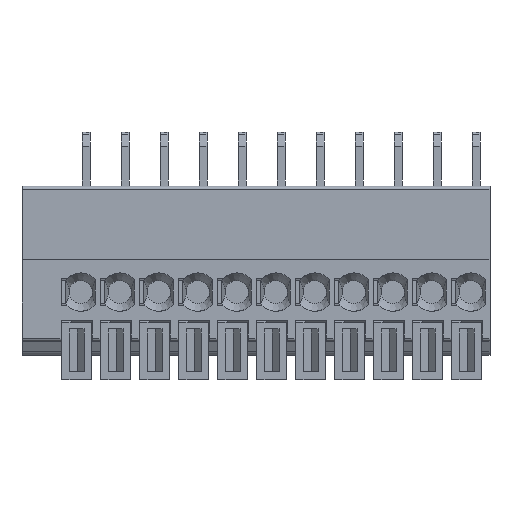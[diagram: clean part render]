
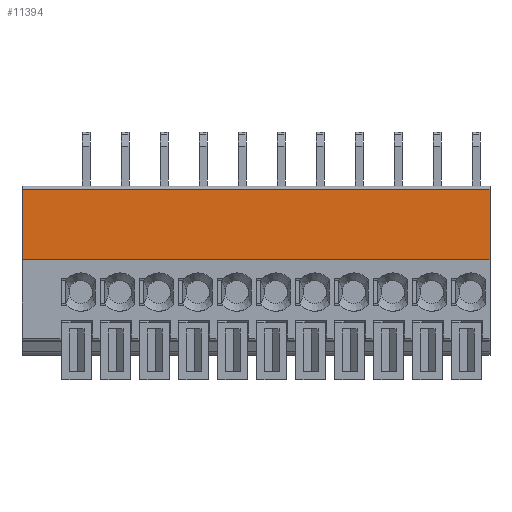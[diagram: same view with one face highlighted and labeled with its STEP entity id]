
A CAD part, left-side view. The second image highlights one B-rep face of the part: STEP entity #11394.
In plain terms, the highlighted planar face has unit normal (-1, 0, 0).
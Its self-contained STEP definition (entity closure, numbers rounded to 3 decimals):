
#513=DIRECTION('',(0.,1.,0.));
#514=VECTOR('',#513,30.48);
#515=CARTESIAN_POINT('',(-13.5,-25.4,-4.8));
#516=LINE('',#515,#514);
#517=DIRECTION('',(0.,1.,0.));
#518=VECTOR('',#517,30.48);
#519=CARTESIAN_POINT('',(-13.5,-25.4,-0.2));
#520=LINE('',#519,#518);
#2616=DIRECTION('',(0.,0.,1.));
#2617=VECTOR('',#2616,4.6);
#2618=CARTESIAN_POINT('',(-13.5,-25.4,-4.8));
#2619=LINE('',#2618,#2617);
#3432=DIRECTION('',(0.,0.,1.));
#3433=VECTOR('',#3432,4.6);
#3434=CARTESIAN_POINT('',(-13.5,5.08,-4.8));
#3435=LINE('',#3434,#3433);
#8748=CARTESIAN_POINT('',(-13.5,5.08,-4.8));
#8749=VERTEX_POINT('',#8748);
#8750=CARTESIAN_POINT('',(-13.5,5.08,-0.2));
#8751=VERTEX_POINT('',#8750);
#10459=CARTESIAN_POINT('',(-13.5,-25.4,-4.8));
#10461=VERTEX_POINT('',#10459);
#10462=CARTESIAN_POINT('',(-13.5,-25.4,-0.2));
#10463=VERTEX_POINT('',#10462);
#11380=CARTESIAN_POINT('',(-13.5,0.,-4.8));
#11381=DIRECTION('',(-1.,0.,0.));
#11382=DIRECTION('',(0.,0.,1.));
#11383=AXIS2_PLACEMENT_3D('',#11380,#11381,#11382);
#11384=PLANE('',#11383);
#11386=ORIENTED_EDGE('',*,*,#11385,.F.);
#11388=ORIENTED_EDGE('',*,*,#11387,.F.);
#11389=ORIENTED_EDGE('',*,*,#11370,.T.);
#11391=ORIENTED_EDGE('',*,*,#11390,.T.);
#11392=EDGE_LOOP('',(#11386,#11388,#11389,#11391));
#11393=FACE_OUTER_BOUND('',#11392,.F.);
#11370=EDGE_CURVE('',#10461,#8749,#516,.T.);
#11385=EDGE_CURVE('',#10463,#8751,#520,.T.);
#11387=EDGE_CURVE('',#10461,#10463,#2619,.T.);
#11390=EDGE_CURVE('',#8749,#8751,#3435,.T.);
#11394=ADVANCED_FACE('',(#11393),#11384,.T.);
